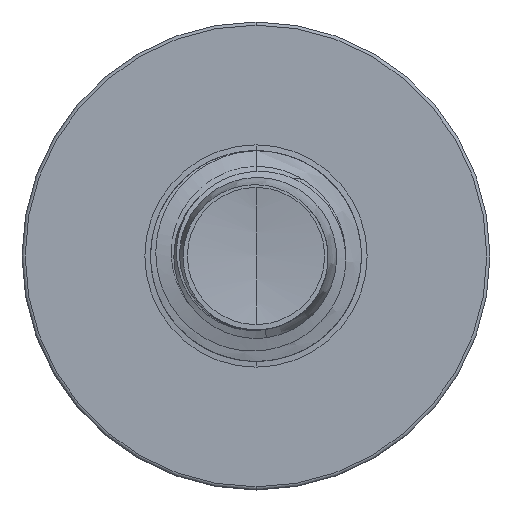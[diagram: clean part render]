
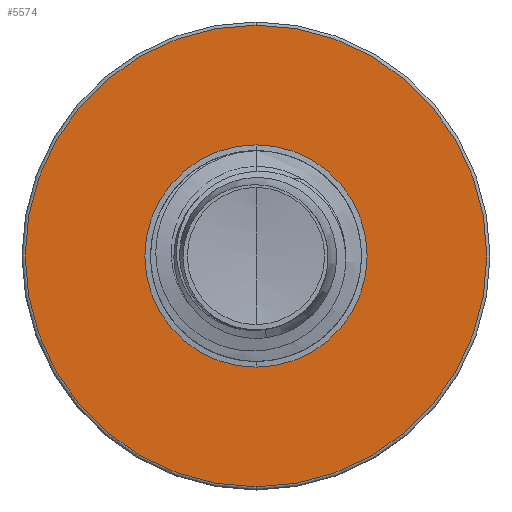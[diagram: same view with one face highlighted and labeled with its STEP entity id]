
A CAD part, front view. The second image highlights one B-rep face of the part: STEP entity #5574.
In plain terms, the highlighted planar face has unit normal (0, -1, 0).
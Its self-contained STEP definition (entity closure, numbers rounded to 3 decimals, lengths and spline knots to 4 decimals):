
#278 = DIRECTION ( 'NONE',  ( 0., 0., 1. ) ) ;
#316 = DIRECTION ( 'NONE',  ( 0., 1., 0. ) ) ;
#324 = CARTESIAN_POINT ( 'NONE',  ( 0., 22.5, 0. ) ) ;
#1239 = AXIS2_PLACEMENT_3D ( 'NONE', #9191, #9131, #9092 ) ;
#1308 = VERTEX_POINT ( 'NONE', #6596 ) ;
#1431 = DIRECTION ( 'NONE',  ( 0., 0., 1. ) ) ;
#1786 = EDGE_LOOP ( 'NONE', ( #24566, #23196 ) ) ;
#5574 = ADVANCED_FACE ( 'NONE', ( #13979, #35114 ), #18840, .F. ) ;
#6596 = CARTESIAN_POINT ( 'NONE',  ( 0., 22.5, 4.9325 ) ) ;
#6952 = EDGE_CURVE ( 'NONE', #8854, #21756, #32610, .T. ) ;
#8854 = VERTEX_POINT ( 'NONE', #10169 ) ;
#9092 = DIRECTION ( 'NONE',  ( 0., 0., 1. ) ) ;
#9131 = DIRECTION ( 'NONE',  ( 0., 1., 0. ) ) ;
#9191 = CARTESIAN_POINT ( 'NONE',  ( 0., 22.5, 0. ) ) ;
#10169 = CARTESIAN_POINT ( 'NONE',  ( 0., 22.5, -2.3752 ) ) ;
#12226 = CIRCLE ( 'NONE', #25630, 4.9325 ) ;
#13837 = EDGE_CURVE ( 'NONE', #1308, #22220, #20270, .T. ) ;
#13979 = FACE_OUTER_BOUND ( 'NONE', #14248, .T. ) ;
#14248 = EDGE_LOOP ( 'NONE', ( #28231, #16456 ) ) ;
#15619 = DIRECTION ( 'NONE',  ( 0., 1., 0. ) ) ;
#16456 = ORIENTED_EDGE ( 'NONE', *, *, #31578, .F. ) ;
#18707 = DIRECTION ( 'NONE',  ( 0., 0., 1. ) ) ;
#18710 = DIRECTION ( 'NONE',  ( 0., 1., 0. ) ) ;
#18840 = PLANE ( 'NONE',  #26995 ) ;
#18881 = CARTESIAN_POINT ( 'NONE',  ( 0., 22.5, -2.3752 ) ) ;
#19971 = EDGE_CURVE ( 'NONE', #21756, #8854, #20237, .T. ) ;
#20237 = CIRCLE ( 'NONE', #29740, 2.3752 ) ;
#20270 = CIRCLE ( 'NONE', #21620, 4.9325 ) ;
#21194 = DIRECTION ( 'NONE',  ( 0., 1., 0. ) ) ;
#21620 = AXIS2_PLACEMENT_3D ( 'NONE', #324, #316, #278 ) ;
#21756 = VERTEX_POINT ( 'NONE', #36101 ) ;
#22220 = VERTEX_POINT ( 'NONE', #37366 ) ;
#23196 = ORIENTED_EDGE ( 'NONE', *, *, #6952, .T. ) ;
#24566 = ORIENTED_EDGE ( 'NONE', *, *, #19971, .T. ) ;
#25630 = AXIS2_PLACEMENT_3D ( 'NONE', #36222, #21194, #1431 ) ;
#26995 = AXIS2_PLACEMENT_3D ( 'NONE', #18881, #18710, #18707 ) ;
#28231 = ORIENTED_EDGE ( 'NONE', *, *, #13837, .F. ) ;
#29740 = AXIS2_PLACEMENT_3D ( 'NONE', #31319, #15619, #33830 ) ;
#31319 = CARTESIAN_POINT ( 'NONE',  ( 0., 22.5, 0. ) ) ;
#31578 = EDGE_CURVE ( 'NONE', #22220, #1308, #12226, .T. ) ;
#32610 = CIRCLE ( 'NONE', #1239, 2.3752 ) ;
#33830 = DIRECTION ( 'NONE',  ( 0., 0., 1. ) ) ;
#35114 = FACE_BOUND ( 'NONE', #1786, .T. ) ;
#36101 = CARTESIAN_POINT ( 'NONE',  ( 0., 22.5, 2.3752 ) ) ;
#36222 = CARTESIAN_POINT ( 'NONE',  ( 0., 22.5, 0. ) ) ;
#37366 = CARTESIAN_POINT ( 'NONE',  ( 0., 22.5, -4.9325 ) ) ;
